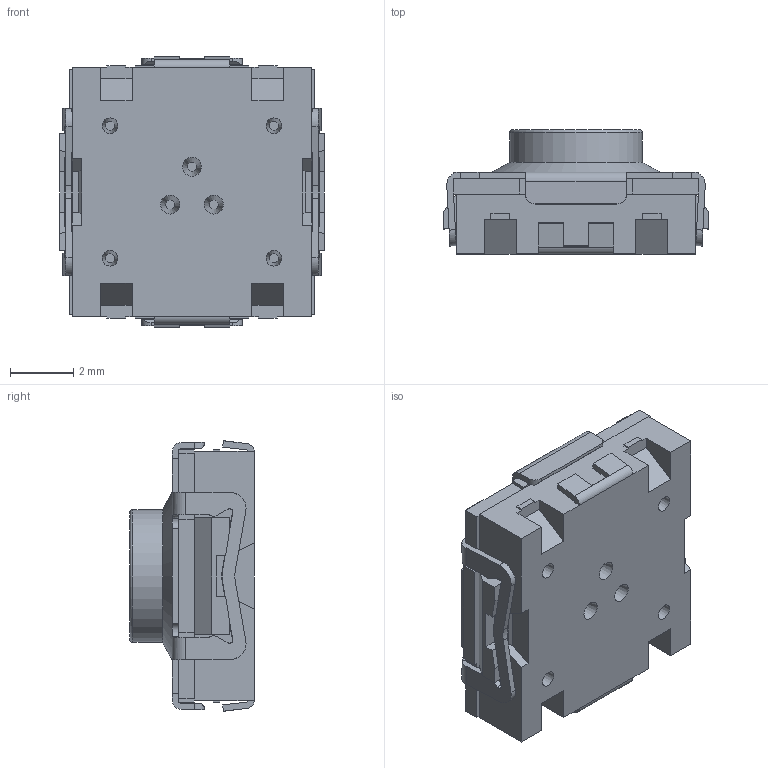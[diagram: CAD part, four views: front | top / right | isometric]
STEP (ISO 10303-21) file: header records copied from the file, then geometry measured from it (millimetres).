
FILE_DESCRIPTION(('FreeCAD Model'),'2;1');
FILE_NAME('TLSA070JLFS.stp', '2020-12-18T16:01:26',('Author'),(''), 'Open CASCADE STEP processor 6.8','FreeCAD','Unknown');
FILE_SCHEMA(('AUTOMOTIVE_DESIGN_CC2 { 1 2 10303 214 -1 1 5 4 }'));
Length unit declared in the file: millimetre
Products named in the file (1): 1012
Bounding box: 8.4 x 3.95 x 8.58 mm (x, y, z)
Volume: 175.9 mm3; surface area: 287.4 mm2
Topology: 1 solids, 1 shells, 251 faces, 750 edges, 494 vertices
Faces by surface type: plane 200, cylinder 38, cone 8, bspline 4, torus 1
Full cylindrical faces by diameter (mm): 4.2 x1, 6.5 x1
Entity records: 24775 total; most frequent: CARTESIAN_POINT 8551, DIRECTION 2536, LINE 1795, VECTOR 1795, ORIENTED_EDGE 1500, PCURVE 1500, DEFINITIONAL_REPRESENTATION 1500, EDGE_CURVE 750
